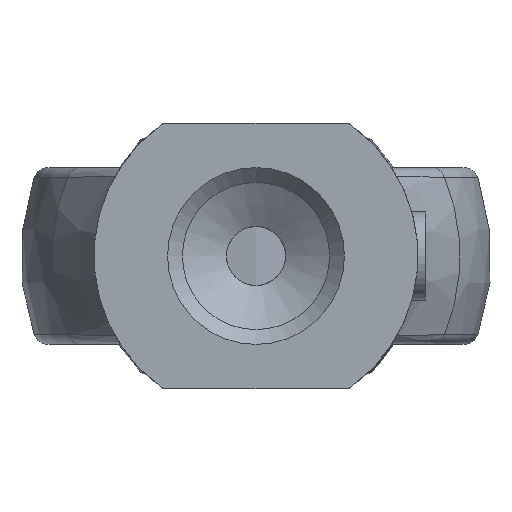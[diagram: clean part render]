
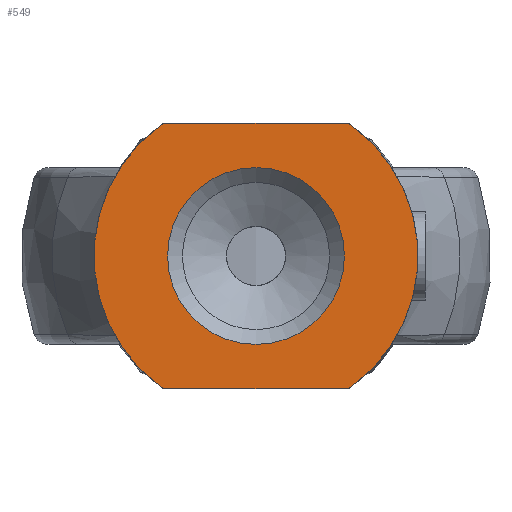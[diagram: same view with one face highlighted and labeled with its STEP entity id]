
A CAD part, front view. The second image highlights one B-rep face of the part: STEP entity #549.
In plain terms, the highlighted planar face has unit normal (0, -1, 0).
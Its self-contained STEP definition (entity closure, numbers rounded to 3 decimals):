
#3 = ORIENTED_EDGE ( 'NONE', *, *, #2415, .T. ) ;
#13 = DIRECTION ( 'NONE',  ( 1., 0., 0. ) ) ;
#62 = CARTESIAN_POINT ( 'NONE',  ( -8., -27., -4.5 ) ) ;
#113 = EDGE_CURVE ( 'NONE', #271, #2715, #1713, .T. ) ;
#178 = CARTESIAN_POINT ( 'NONE',  ( 3.098, -27., 4.3 ) ) ;
#208 = DIRECTION ( 'NONE',  ( 0., -1., 0. ) ) ;
#213 = DIRECTION ( 'NONE',  ( 0., 0., -1. ) ) ;
#248 = AXIS2_PLACEMENT_3D ( 'NONE', #2927, #2944, #308 ) ;
#271 = VERTEX_POINT ( 'NONE', #2660 ) ;
#308 = DIRECTION ( 'NONE',  ( 0., 0., -1. ) ) ;
#344 = CARTESIAN_POINT ( 'NONE',  ( 0., -27., 0. ) ) ;
#382 = ORIENTED_EDGE ( 'NONE', *, *, #1984, .F. ) ;
#392 = DIRECTION ( 'NONE',  ( 0., 0., -1. ) ) ;
#478 = CIRCLE ( 'NONE', #1217, 0.2 ) ;
#535 = CIRCLE ( 'NONE', #2673, 0.2 ) ;
#549 = ADVANCED_FACE ( 'NONE', ( #1602, #1637 ), #2465, .T. ) ;
#560 = CARTESIAN_POINT ( 'NONE',  ( -3.098, -27., -4.5 ) ) ;
#617 = DIRECTION ( 'NONE',  ( 0., 0., -1. ) ) ;
#699 = CARTESIAN_POINT ( 'NONE',  ( -3.098, -27., -4.3 ) ) ;
#753 = DIRECTION ( 'NONE',  ( 0., -1., 0. ) ) ;
#774 = VERTEX_POINT ( 'NONE', #560 ) ;
#930 = CARTESIAN_POINT ( 'NONE',  ( -3.098, -27., 4.3 ) ) ;
#963 = ORIENTED_EDGE ( 'NONE', *, *, #1468, .T. ) ;
#1002 = CARTESIAN_POINT ( 'NONE',  ( 0., -27., -3. ) ) ;
#1008 = CARTESIAN_POINT ( 'NONE',  ( 3.215, -27., -4.462 ) ) ;
#1013 = DIRECTION ( 'NONE',  ( 0., -1., 0. ) ) ;
#1093 = AXIS2_PLACEMENT_3D ( 'NONE', #1238, #1519, #2596 ) ;
#1105 = CIRCLE ( 'NONE', #1668, 3. ) ;
#1117 = LINE ( 'NONE', #2141, #1606 ) ;
#1140 = VERTEX_POINT ( 'NONE', #2469 ) ;
#1165 = DIRECTION ( 'NONE',  ( 0., -1., 0. ) ) ;
#1217 = AXIS2_PLACEMENT_3D ( 'NONE', #2070, #2624, #213 ) ;
#1238 = CARTESIAN_POINT ( 'NONE',  ( 0., -27., 0. ) ) ;
#1404 = ORIENTED_EDGE ( 'NONE', *, *, #1925, .F. ) ;
#1433 = CARTESIAN_POINT ( 'NONE',  ( 3.098, -27., 4.5 ) ) ;
#1468 = EDGE_CURVE ( 'NONE', #2162, #271, #2509, .T. ) ;
#1492 = ORIENTED_EDGE ( 'NONE', *, *, #113, .T. ) ;
#1519 = DIRECTION ( 'NONE',  ( 0., -1., 0. ) ) ;
#1546 = VERTEX_POINT ( 'NONE', #1002 ) ;
#1579 = ORIENTED_EDGE ( 'NONE', *, *, #2706, .T. ) ;
#1602 = FACE_BOUND ( 'NONE', #2315, .T. ) ;
#1606 = VECTOR ( 'NONE', #13, 1000. ) ;
#1617 = VERTEX_POINT ( 'NONE', #1630 ) ;
#1630 = CARTESIAN_POINT ( 'NONE',  ( 3.098, -27., -4.5 ) ) ;
#1637 = FACE_OUTER_BOUND ( 'NONE', #2855, .T. ) ;
#1668 = AXIS2_PLACEMENT_3D ( 'NONE', #2638, #2743, #617 ) ;
#1713 = CIRCLE ( 'NONE', #1093, 5.5 ) ;
#1724 = AXIS2_PLACEMENT_3D ( 'NONE', #344, #1165, #2244 ) ;
#1925 = EDGE_CURVE ( 'NONE', #2162, #2131, #1117, .T. ) ;
#1970 = ORIENTED_EDGE ( 'NONE', *, *, #2666, .T. ) ;
#1984 = EDGE_CURVE ( 'NONE', #1617, #774, #2406, .T. ) ;
#1990 = ORIENTED_EDGE ( 'NONE', *, *, #2245, .T. ) ;
#2070 = CARTESIAN_POINT ( 'NONE',  ( 3.098, -27., -4.3 ) ) ;
#2131 = VERTEX_POINT ( 'NONE', #1433 ) ;
#2141 = CARTESIAN_POINT ( 'NONE',  ( -8., -27., 4.5 ) ) ;
#2162 = VERTEX_POINT ( 'NONE', #3287 ) ;
#2184 = EDGE_CURVE ( 'NONE', #1140, #2131, #535, .T. ) ;
#2233 = VECTOR ( 'NONE', #2694, 1000. ) ;
#2244 = DIRECTION ( 'NONE',  ( 0., 0., -1. ) ) ;
#2245 = EDGE_CURVE ( 'NONE', #1546, #1546, #1105, .T. ) ;
#2315 = EDGE_LOOP ( 'NONE', ( #1990 ) ) ;
#2406 = LINE ( 'NONE', #62, #2233 ) ;
#2415 = EDGE_CURVE ( 'NONE', #1617, #3331, #478, .T. ) ;
#2465 = PLANE ( 'NONE',  #248 ) ;
#2469 = CARTESIAN_POINT ( 'NONE',  ( 3.215, -27., 4.462 ) ) ;
#2509 = CIRCLE ( 'NONE', #2833, 0.2 ) ;
#2596 = DIRECTION ( 'NONE',  ( 0., 0., -1. ) ) ;
#2616 = CIRCLE ( 'NONE', #3003, 0.2 ) ;
#2624 = DIRECTION ( 'NONE',  ( 0., -1., 0. ) ) ;
#2638 = CARTESIAN_POINT ( 'NONE',  ( 0., -27., 0. ) ) ;
#2660 = CARTESIAN_POINT ( 'NONE',  ( -3.215, -27., 4.462 ) ) ;
#2666 = EDGE_CURVE ( 'NONE', #3331, #1140, #2677, .T. ) ;
#2673 = AXIS2_PLACEMENT_3D ( 'NONE', #178, #753, #3407 ) ;
#2677 = CIRCLE ( 'NONE', #1724, 5.5 ) ;
#2694 = DIRECTION ( 'NONE',  ( -1., 0., 0. ) ) ;
#2706 = EDGE_CURVE ( 'NONE', #2715, #774, #2616, .T. ) ;
#2715 = VERTEX_POINT ( 'NONE', #3438 ) ;
#2743 = DIRECTION ( 'NONE',  ( 0., 1., 0. ) ) ;
#2833 = AXIS2_PLACEMENT_3D ( 'NONE', #930, #1013, #392 ) ;
#2855 = EDGE_LOOP ( 'NONE', ( #1492, #1579, #382, #3, #1970, #3242, #1404, #963 ) ) ;
#2856 = DIRECTION ( 'NONE',  ( 0., 0., -1. ) ) ;
#2927 = CARTESIAN_POINT ( 'NONE',  ( 0., -27., 0. ) ) ;
#2944 = DIRECTION ( 'NONE',  ( 0., -1., 0. ) ) ;
#3003 = AXIS2_PLACEMENT_3D ( 'NONE', #699, #208, #2856 ) ;
#3242 = ORIENTED_EDGE ( 'NONE', *, *, #2184, .T. ) ;
#3287 = CARTESIAN_POINT ( 'NONE',  ( -3.098, -27., 4.5 ) ) ;
#3331 = VERTEX_POINT ( 'NONE', #1008 ) ;
#3407 = DIRECTION ( 'NONE',  ( 0., 0., -1. ) ) ;
#3438 = CARTESIAN_POINT ( 'NONE',  ( -3.215, -27., -4.462 ) ) ;
